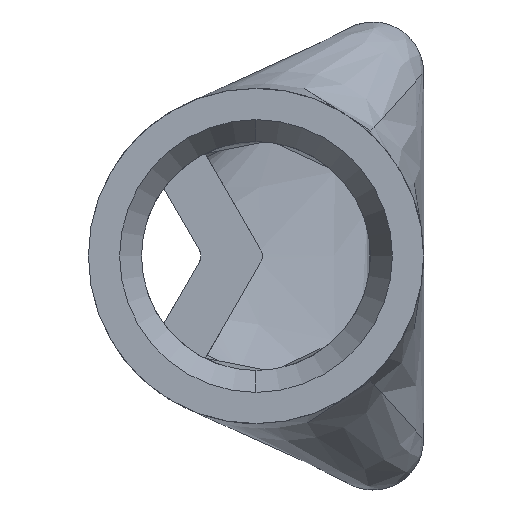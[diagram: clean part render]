
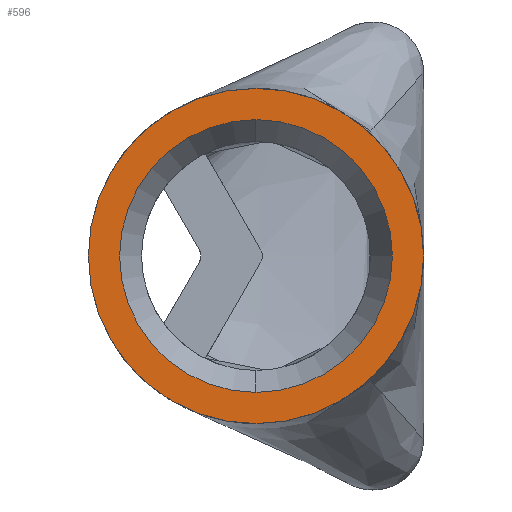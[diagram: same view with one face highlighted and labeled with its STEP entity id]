
A CAD part, left-side view. The second image highlights one B-rep face of the part: STEP entity #596.
In plain terms, the highlighted planar face has unit normal (-1, 0, 0).
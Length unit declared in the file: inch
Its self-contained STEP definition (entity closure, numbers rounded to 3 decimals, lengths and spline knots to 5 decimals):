
#53 = CARTESIAN_POINT ( 'NONE',  ( 0., 0.1325, -0.10782 ) ) ;
#150 = DIRECTION ( 'NONE',  ( -1., 0., 0. ) ) ;
#181 = EDGE_CURVE ( 'NONE', #1606, #1700, #1468, .T. ) ;
#360 = DIRECTION ( 'NONE',  ( 1., 0., 0. ) ) ;
#381 = ORIENTED_EDGE ( 'NONE', *, *, #1311, .F. ) ;
#391 = CARTESIAN_POINT ( 'NONE',  ( 0., 0.1325, 0. ) ) ;
#406 = EDGE_LOOP ( 'NONE', ( #381, #977 ) ) ;
#482 = AXIS2_PLACEMENT_3D ( 'NONE', #1640, #685, #1478 ) ;
#493 = CARTESIAN_POINT ( 'NONE',  ( 0., 0.1325, 0. ) ) ;
#500 = AXIS2_PLACEMENT_3D ( 'NONE', #1710, #522, #783 ) ;
#505 = CIRCLE ( 'NONE', #1026, 0.1325 ) ;
#522 = DIRECTION ( 'NONE',  ( 1., 0., 0. ) ) ;
#537 = FACE_BOUND ( 'NONE', #996, .T. ) ;
#596 = ADVANCED_FACE ( 'NONE', ( #688, #537 ), #937, .T. ) ;
#613 = AXIS2_PLACEMENT_3D ( 'NONE', #391, #919, #696 ) ;
#685 = DIRECTION ( 'NONE',  ( 1., 0., 0. ) ) ;
#688 = FACE_OUTER_BOUND ( 'NONE', #406, .T. ) ;
#696 = DIRECTION ( 'NONE',  ( 0., 0., 1. ) ) ;
#704 = CIRCLE ( 'NONE', #482, 0.10782 ) ;
#710 = CARTESIAN_POINT ( 'NONE',  ( 0., 0., 0. ) ) ;
#783 = DIRECTION ( 'NONE',  ( 0., 0., 1. ) ) ;
#869 = CARTESIAN_POINT ( 'NONE',  ( 0., 0.1325, 0.10782 ) ) ;
#890 = DIRECTION ( 'NONE',  ( 0., 0., 1. ) ) ;
#919 = DIRECTION ( 'NONE',  ( 1., 0., 0. ) ) ;
#937 = PLANE ( 'NONE',  #1608 ) ;
#971 = ORIENTED_EDGE ( 'NONE', *, *, #1548, .T. ) ;
#977 = ORIENTED_EDGE ( 'NONE', *, *, #181, .F. ) ;
#996 = EDGE_LOOP ( 'NONE', ( #971, #1561 ) ) ;
#1002 = CARTESIAN_POINT ( 'NONE',  ( 0., 0.1325, -0.1325 ) ) ;
#1025 = CARTESIAN_POINT ( 'NONE',  ( 0., 0.1325, 0.1325 ) ) ;
#1026 = AXIS2_PLACEMENT_3D ( 'NONE', #493, #360, #890 ) ;
#1220 = VERTEX_POINT ( 'NONE', #53 ) ;
#1281 = EDGE_CURVE ( 'NONE', #1220, #1310, #1441, .T. ) ;
#1310 = VERTEX_POINT ( 'NONE', #869 ) ;
#1311 = EDGE_CURVE ( 'NONE', #1700, #1606, #505, .T. ) ;
#1441 = CIRCLE ( 'NONE', #613, 0.10782 ) ;
#1462 = DIRECTION ( 'NONE',  ( 0., 0., 1. ) ) ;
#1468 = CIRCLE ( 'NONE', #500, 0.1325 ) ;
#1478 = DIRECTION ( 'NONE',  ( 0., 0., 1. ) ) ;
#1548 = EDGE_CURVE ( 'NONE', #1310, #1220, #704, .T. ) ;
#1561 = ORIENTED_EDGE ( 'NONE', *, *, #1281, .T. ) ;
#1606 = VERTEX_POINT ( 'NONE', #1002 ) ;
#1608 = AXIS2_PLACEMENT_3D ( 'NONE', #710, #150, #1462 ) ;
#1640 = CARTESIAN_POINT ( 'NONE',  ( 0., 0.1325, 0. ) ) ;
#1700 = VERTEX_POINT ( 'NONE', #1025 ) ;
#1710 = CARTESIAN_POINT ( 'NONE',  ( 0., 0.1325, 0. ) ) ;
